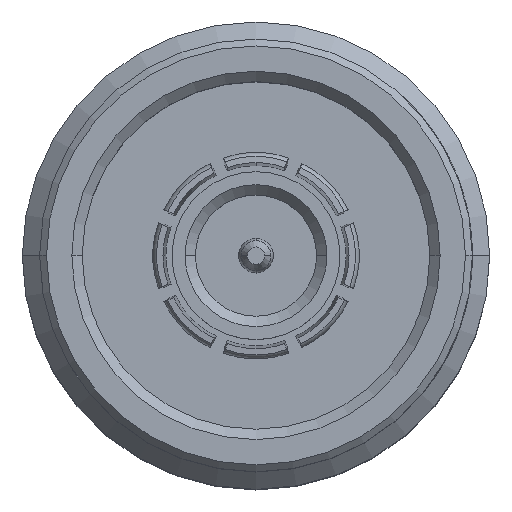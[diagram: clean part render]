
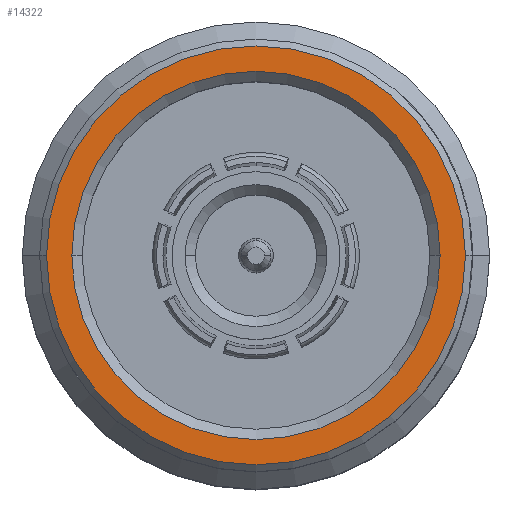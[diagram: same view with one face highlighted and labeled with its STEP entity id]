
A CAD part, top view. The second image highlights one B-rep face of the part: STEP entity #14322.
In plain terms, the highlighted planar face has unit normal (0, 0, 1).
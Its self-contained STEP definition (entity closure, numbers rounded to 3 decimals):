
#174 = DIRECTION ( 'NONE',  ( 0., 0., 1. ) ) ;
#1495 = CARTESIAN_POINT ( 'NONE',  ( 0., 0., 5.1 ) ) ;
#1894 = VERTEX_POINT ( 'NONE', #14825 ) ;
#1986 = CARTESIAN_POINT ( 'NONE',  ( -6.05, 0., 5.1 ) ) ;
#2221 = DIRECTION ( 'NONE',  ( -1., 0., 0. ) ) ;
#2257 = EDGE_CURVE ( 'NONE', #14712, #9675, #8593, .T. ) ;
#2578 = CIRCLE ( 'NONE', #6757, 5.32 ) ;
#3535 = ORIENTED_EDGE ( 'NONE', *, *, #10786, .F. ) ;
#3800 = AXIS2_PLACEMENT_3D ( 'NONE', #10020, #15620, #11240 ) ;
#4471 = CARTESIAN_POINT ( 'NONE',  ( 6.05, 0., 5.1 ) ) ;
#5538 = EDGE_LOOP ( 'NONE', ( #11334, #3535 ) ) ;
#6757 = AXIS2_PLACEMENT_3D ( 'NONE', #15655, #11015, #6797 ) ;
#6797 = DIRECTION ( 'NONE',  ( 1., 0., 0. ) ) ;
#7759 = DIRECTION ( 'NONE',  ( 0., 0., -1. ) ) ;
#8593 = CIRCLE ( 'NONE', #3800, 6.05 ) ;
#8619 = FACE_BOUND ( 'NONE', #5538, .T. ) ;
#8943 = DIRECTION ( 'NONE',  ( 1., 0., 0. ) ) ;
#9675 = VERTEX_POINT ( 'NONE', #4471 ) ;
#10020 = CARTESIAN_POINT ( 'NONE',  ( 0., 0., 5.1 ) ) ;
#10209 = FACE_OUTER_BOUND ( 'NONE', #16626, .T. ) ;
#10321 = EDGE_CURVE ( 'NONE', #9675, #14712, #16979, .T. ) ;
#10786 = EDGE_CURVE ( 'NONE', #1894, #13130, #11282, .T. ) ;
#11015 = DIRECTION ( 'NONE',  ( 0., 0., 1. ) ) ;
#11240 = DIRECTION ( 'NONE',  ( 1., 0., 0. ) ) ;
#11282 = CIRCLE ( 'NONE', #17553, 5.32 ) ;
#11334 = ORIENTED_EDGE ( 'NONE', *, *, #16202, .F. ) ;
#12142 = CARTESIAN_POINT ( 'NONE',  ( 0., 0., 5.1 ) ) ;
#13130 = VERTEX_POINT ( 'NONE', #17912 ) ;
#13677 = AXIS2_PLACEMENT_3D ( 'NONE', #1495, #174, #17013 ) ;
#14322 = ADVANCED_FACE ( 'NONE', ( #8619, #10209 ), #15794, .F. ) ;
#14712 = VERTEX_POINT ( 'NONE', #1986 ) ;
#14805 = AXIS2_PLACEMENT_3D ( 'NONE', #12142, #7759, #2221 ) ;
#14825 = CARTESIAN_POINT ( 'NONE',  ( -5.32, 0., 5.1 ) ) ;
#14832 = CARTESIAN_POINT ( 'NONE',  ( 0., 0., 5.1 ) ) ;
#15328 = ORIENTED_EDGE ( 'NONE', *, *, #2257, .T. ) ;
#15620 = DIRECTION ( 'NONE',  ( 0., 0., 1. ) ) ;
#15655 = CARTESIAN_POINT ( 'NONE',  ( 0., 0., 5.1 ) ) ;
#15794 = PLANE ( 'NONE',  #14805 ) ;
#16202 = EDGE_CURVE ( 'NONE', #13130, #1894, #2578, .T. ) ;
#16626 = EDGE_LOOP ( 'NONE', ( #15328, #17327 ) ) ;
#16979 = CIRCLE ( 'NONE', #13677, 6.05 ) ;
#17013 = DIRECTION ( 'NONE',  ( 1., 0., 0. ) ) ;
#17327 = ORIENTED_EDGE ( 'NONE', *, *, #10321, .T. ) ;
#17357 = DIRECTION ( 'NONE',  ( 0., 0., 1. ) ) ;
#17553 = AXIS2_PLACEMENT_3D ( 'NONE', #14832, #17357, #8943 ) ;
#17912 = CARTESIAN_POINT ( 'NONE',  ( 5.32, 0., 5.1 ) ) ;
